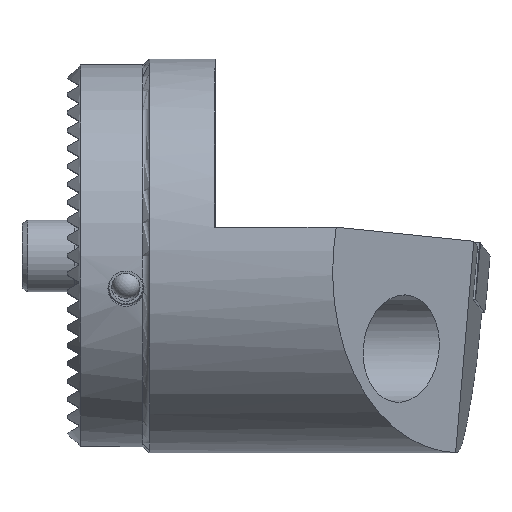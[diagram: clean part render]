
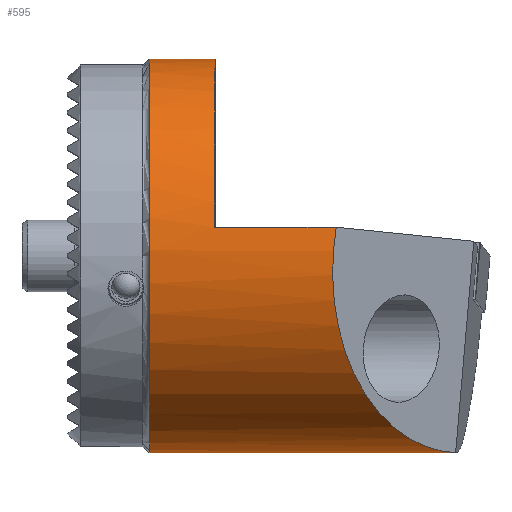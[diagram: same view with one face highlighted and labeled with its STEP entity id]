
A CAD part, top view. The second image highlights one B-rep face of the part: STEP entity #595.
In plain terms, the highlighted cylindrical face has radius 16.5 mm (diameter 33 mm), a partial arc.
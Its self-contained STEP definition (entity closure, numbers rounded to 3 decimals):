
#31 = CARTESIAN_POINT ( 'NONE',  ( 11.991, 16.493, 0.478 ) ) ;
#262 = CARTESIAN_POINT ( 'NONE',  ( 32.143, -16.5, 0.206 ) ) ;
#371 = VERTEX_POINT ( 'NONE', #2572 ) ;
#535 = EDGE_CURVE ( 'NONE', #9444, #1500, #4930, .T. ) ;
#554 = CARTESIAN_POINT ( 'NONE',  ( 11.51, 16.235, -2.943 ) ) ;
#595 = ADVANCED_FACE ( 'NONE', ( #6363 ), #6836, .T. ) ;
#676 = VECTOR ( 'NONE', #5793, 1000. ) ;
#817 = LINE ( 'NONE', #2750, #4580 ) ;
#1017 = CARTESIAN_POINT ( 'NONE',  ( 32.12, -16.488, 0.618 ) ) ;
#1241 = DIRECTION ( 'NONE',  ( 1., 0., 0. ) ) ;
#1398 = EDGE_CURVE ( 'NONE', #1500, #2158, #9641, .T. ) ;
#1500 = VERTEX_POINT ( 'NONE', #5679 ) ;
#1554 = CIRCLE ( 'NONE', #6833, 16.5 ) ;
#1628 = CARTESIAN_POINT ( 'NONE',  ( 11.991, 16.493, 0.478 ) ) ;
#1636 = CARTESIAN_POINT ( 'NONE',  ( 11.51, 16.235, -2.943 ) ) ;
#1638 = CARTESIAN_POINT ( 'NONE',  ( 11.062, 11.56, -11.773 ) ) ;
#1960 = DIRECTION ( 'NONE',  ( 0., 0., 1. ) ) ;
#2097 = CARTESIAN_POINT ( 'NONE',  ( 11.908, 2.379, 16.328 ) ) ;
#2158 = VERTEX_POINT ( 'NONE', #1638 ) ;
#2409 = B_SPLINE_CURVE_WITH_KNOTS ( 'NONE', 3,
 ( #4968, #8930, #10995, #10088 ),
 .UNSPECIFIED., .F., .F.,
 ( 4, 4 ),
 ( 0., 0.003 ),
 .UNSPECIFIED. ) ;
#2473 = CARTESIAN_POINT ( 'NONE',  ( 11.023, 15.704, -5.204 ) ) ;
#2572 = CARTESIAN_POINT ( 'NONE',  ( 6.492, -16.5, 0. ) ) ;
#2750 = CARTESIAN_POINT ( 'NONE',  ( -0.6, 2.379, 16.328 ) ) ;
#2851 = LINE ( 'NONE', #7296, #5246 ) ;
#2874 = CARTESIAN_POINT ( 'NONE',  ( 24.729, -16.095, 11.119 ) ) ;
#2892 =( BOUNDED_CURVE ( )  B_SPLINE_CURVE ( 3, ( #2097, #11163, #11057, #31 ),
 .UNSPECIFIED., .F., .F. ) 
 B_SPLINE_CURVE_WITH_KNOTS ( ( 4, 4 ),
 ( 3.216, 4.614 ),
 .UNSPECIFIED. ) 
 CURVE ( )  GEOMETRIC_REPRESENTATION_ITEM ( )  RATIONAL_B_SPLINE_CURVE ( ( 1., 0.844, 0.844, 1. ) ) 
 REPRESENTATION_ITEM ( '' )  );
#2962 = VERTEX_POINT ( 'NONE', #6286 ) ;
#3024 = LINE ( 'NONE', #4692, #676 ) ;
#3047 = EDGE_CURVE ( 'NONE', #8048, #9661, #7562, .T. ) ;
#3257 = ORIENTED_EDGE ( 'NONE', *, *, #1398, .T. ) ;
#3339 = ORIENTED_EDGE ( 'NONE', *, *, #8580, .T. ) ;
#3387 = CARTESIAN_POINT ( 'NONE',  ( 11.041, 14.393, -8.369 ) ) ;
#3668 =( BOUNDED_CURVE ( )  B_SPLINE_CURVE ( 3, ( #5893, #8965, #2874, #1017 ),
 .UNSPECIFIED., .F., .T. ) 
 B_SPLINE_CURVE_WITH_KNOTS ( ( 4, 4 ),
 ( 2.915, 4.593 ),
 .UNSPECIFIED. ) 
 CURVE ( )  GEOMETRIC_REPRESENTATION_ITEM ( )  RATIONAL_B_SPLINE_CURVE ( ( 1., 0.779, 0.779, 1. ) ) 
 REPRESENTATION_ITEM ( '' )  );
#3821 = CARTESIAN_POINT ( 'NONE',  ( 11.837, 16.436, -1.835 ) ) ;
#3985 = CARTESIAN_POINT ( 'NONE',  ( 6.492, 0., 0. ) ) ;
#4507 = AXIS2_PLACEMENT_3D ( 'NONE', #5657, #5709, #5839 ) ;
#4580 = VECTOR ( 'NONE', #12954, 1000. ) ;
#4653 = CARTESIAN_POINT ( 'NONE',  ( 11.998, 16.527, -0.695 ) ) ;
#4692 = CARTESIAN_POINT ( 'NONE',  ( -0.6, -16.5, 0. ) ) ;
#4930 = B_SPLINE_CURVE_WITH_KNOTS ( 'NONE', 3,
 ( #554, #10738, #2473, #12541 ),
 .UNSPECIFIED., .F., .F.,
 ( 4, 4 ),
 ( 0., 0.004 ),
 .UNSPECIFIED. ) ;
#4968 = CARTESIAN_POINT ( 'NONE',  ( 11.062, 11.56, -11.773 ) ) ;
#5017 = VERTEX_POINT ( 'NONE', #8344 ) ;
#5246 = VECTOR ( 'NONE', #1241, 1000. ) ;
#5251 = CARTESIAN_POINT ( 'NONE',  ( 32.131, -16.496, 0.412 ) ) ;
#5424 = CARTESIAN_POINT ( 'NONE',  ( 11.062, 11.56, -11.773 ) ) ;
#5614 = VERTEX_POINT ( 'NONE', #5639 ) ;
#5639 = CARTESIAN_POINT ( 'NONE',  ( 11.908, 2.379, 16.328 ) ) ;
#5657 = CARTESIAN_POINT ( 'NONE',  ( -0.6, 0., 0. ) ) ;
#5679 = CARTESIAN_POINT ( 'NONE',  ( 11.03, 15.245, -6.313 ) ) ;
#5709 = DIRECTION ( 'NONE',  ( 1., 0., 0. ) ) ;
#5793 = DIRECTION ( 'NONE',  ( 1., 0., 0. ) ) ;
#5839 = DIRECTION ( 'NONE',  ( 0., 0., -1. ) ) ;
#5893 = CARTESIAN_POINT ( 'NONE',  ( 22.118, 2.379, 16.328 ) ) ;
#5989 = EDGE_CURVE ( 'NONE', #2962, #11407, #2851, .T. ) ;
#6286 = CARTESIAN_POINT ( 'NONE',  ( 6.492, 9.464, -13.516 ) ) ;
#6363 = FACE_OUTER_BOUND ( 'NONE', #11402, .T. ) ;
#6833 = AXIS2_PLACEMENT_3D ( 'NONE', #3985, #13022, #1960 ) ;
#6836 = CYLINDRICAL_SURFACE ( 'NONE', #4507, 16.5 ) ;
#6886 = CARTESIAN_POINT ( 'NONE',  ( 32.12, -16.488, 0.618 ) ) ;
#7197 = CARTESIAN_POINT ( 'NONE',  ( 10.923, 9.464, -13.516 ) ) ;
#7296 = CARTESIAN_POINT ( 'NONE',  ( -0.6, 9.464, -13.516 ) ) ;
#7331 = CARTESIAN_POINT ( 'NONE',  ( 32.155, -16.5, 0. ) ) ;
#7549 = EDGE_CURVE ( 'NONE', #5614, #5017, #2892, .T. ) ;
#7562 =( BOUNDED_CURVE ( )  B_SPLINE_CURVE ( 3, ( #11345, #5251, #262, #7331 ),
 .UNSPECIFIED., .F., .T. ) 
 B_SPLINE_CURVE_WITH_KNOTS ( ( 4, 4 ),
 ( 3.713, 3.751 ),
 .UNSPECIFIED. ) 
 CURVE ( )  GEOMETRIC_REPRESENTATION_ITEM ( )  RATIONAL_B_SPLINE_CURVE ( ( 1., 1., 1., 1. ) ) 
 REPRESENTATION_ITEM ( '' )  );
#7650 = VERTEX_POINT ( 'NONE', #9314 ) ;
#7680 = ORIENTED_EDGE ( 'NONE', *, *, #7549, .T. ) ;
#7740 = ORIENTED_EDGE ( 'NONE', *, *, #5989, .F. ) ;
#7825 = ORIENTED_EDGE ( 'NONE', *, *, #9108, .T. ) ;
#8048 = VERTEX_POINT ( 'NONE', #6886 ) ;
#8284 = CARTESIAN_POINT ( 'NONE',  ( 32.155, -16.5, 0. ) ) ;
#8344 = CARTESIAN_POINT ( 'NONE',  ( 11.991, 16.493, 0.478 ) ) ;
#8376 = EDGE_CURVE ( 'NONE', #5017, #9444, #12521, .T. ) ;
#8500 = CARTESIAN_POINT ( 'NONE',  ( 11.052, 13.148, -10.214 ) ) ;
#8580 = EDGE_CURVE ( 'NONE', #2158, #11407, #2409, .T. ) ;
#8717 = CARTESIAN_POINT ( 'NONE',  ( 11.51, 16.235, -2.943 ) ) ;
#8930 = CARTESIAN_POINT ( 'NONE',  ( 11.065, 10.908, -12.414 ) ) ;
#8965 = CARTESIAN_POINT ( 'NONE',  ( 20.448, -8.019, 17.843 ) ) ;
#9108 = EDGE_CURVE ( 'NONE', #2962, #371, #1554, .T. ) ;
#9314 = CARTESIAN_POINT ( 'NONE',  ( 22.118, 2.379, 16.328 ) ) ;
#9444 = VERTEX_POINT ( 'NONE', #1636 ) ;
#9476 = CARTESIAN_POINT ( 'NONE',  ( 11.03, 15.245, -6.313 ) ) ;
#9526 = ORIENTED_EDGE ( 'NONE', *, *, #11320, .F. ) ;
#9609 = ORIENTED_EDGE ( 'NONE', *, *, #8376, .T. ) ;
#9641 =( BOUNDED_CURVE ( )  B_SPLINE_CURVE ( 3, ( #9476, #3387, #8500, #5424 ),
 .UNSPECIFIED., .F., .T. ) 
 B_SPLINE_CURVE_WITH_KNOTS ( ( 4, 4 ),
 ( 5.035, 5.437 ),
 .UNSPECIFIED. ) 
 CURVE ( )  GEOMETRIC_REPRESENTATION_ITEM ( )  RATIONAL_B_SPLINE_CURVE ( ( 1., 0.987, 0.987, 1. ) ) 
 REPRESENTATION_ITEM ( '' )  );
#9661 = VERTEX_POINT ( 'NONE', #8284 ) ;
#10088 = CARTESIAN_POINT ( 'NONE',  ( 10.923, 9.464, -13.516 ) ) ;
#10325 = EDGE_CURVE ( 'NONE', #371, #9661, #3024, .T. ) ;
#10738 = CARTESIAN_POINT ( 'NONE',  ( 11.176, 16.03, -4.078 ) ) ;
#10995 = CARTESIAN_POINT ( 'NONE',  ( 11.011, 10.209, -12.994 ) ) ;
#11057 = CARTESIAN_POINT ( 'NONE',  ( 11.944, 16.25, 8.858 ) ) ;
#11163 = CARTESIAN_POINT ( 'NONE',  ( 11.911, 10.675, 15.119 ) ) ;
#11273 = ORIENTED_EDGE ( 'NONE', *, *, #535, .T. ) ;
#11320 = EDGE_CURVE ( 'NONE', #5614, #7650, #817, .T. ) ;
#11345 = CARTESIAN_POINT ( 'NONE',  ( 32.12, -16.488, 0.618 ) ) ;
#11402 = EDGE_LOOP ( 'NONE', ( #3257, #3339, #7740, #7825, #11932, #12337, #12808, #9526, #7680, #9609, #11273 ) ) ;
#11407 = VERTEX_POINT ( 'NONE', #7197 ) ;
#11877 = EDGE_CURVE ( 'NONE', #7650, #8048, #3668, .T. ) ;
#11932 = ORIENTED_EDGE ( 'NONE', *, *, #10325, .T. ) ;
#12337 = ORIENTED_EDGE ( 'NONE', *, *, #3047, .F. ) ;
#12521 = B_SPLINE_CURVE_WITH_KNOTS ( 'NONE', 3,
 ( #1628, #4653, #3821, #8717 ),
 .UNSPECIFIED., .F., .F.,
 ( 4, 4 ),
 ( 0., 0.003 ),
 .UNSPECIFIED. ) ;
#12541 = CARTESIAN_POINT ( 'NONE',  ( 11.03, 15.245, -6.313 ) ) ;
#12808 = ORIENTED_EDGE ( 'NONE', *, *, #11877, .F. ) ;
#12954 = DIRECTION ( 'NONE',  ( 1., 0., 0. ) ) ;
#13022 = DIRECTION ( 'NONE',  ( 1., 0., 0. ) ) ;
